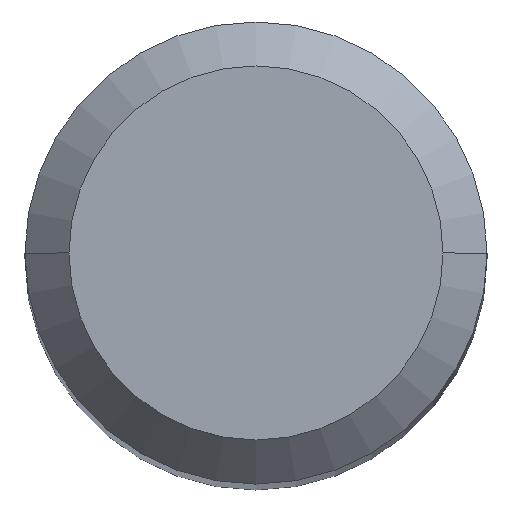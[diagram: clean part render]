
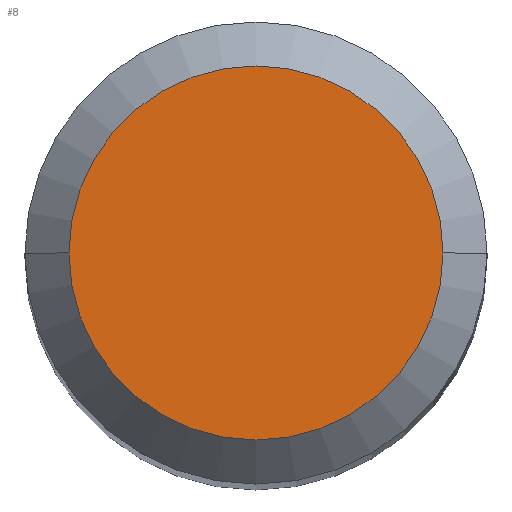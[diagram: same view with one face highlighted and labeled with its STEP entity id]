
A CAD part, top view. The second image highlights one B-rep face of the part: STEP entity #8.
In plain terms, the highlighted planar face has unit normal (0, 0, 1).
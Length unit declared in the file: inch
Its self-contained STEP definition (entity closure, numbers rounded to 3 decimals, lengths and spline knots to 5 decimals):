
#8 = ADVANCED_FACE ( 'NONE', ( #87 ), #22, .F. ) ;
#15 = EDGE_LOOP ( 'NONE', ( #78, #452 ) ) ;
#19 = VERTEX_POINT ( 'NONE', #122 ) ;
#22 = PLANE ( 'NONE',  #158 ) ;
#57 = AXIS2_PLACEMENT_3D ( 'NONE', #63, #162, #246 ) ;
#60 = CIRCLE ( 'NONE', #57, 0.06375 ) ;
#63 = CARTESIAN_POINT ( 'NONE',  ( 0., 0., 0. ) ) ;
#78 = ORIENTED_EDGE ( 'NONE', *, *, #220, .T. ) ;
#87 = FACE_OUTER_BOUND ( 'NONE', #15, .T. ) ;
#122 = CARTESIAN_POINT ( 'NONE',  ( -0.06375, 0., 0. ) ) ;
#129 = CARTESIAN_POINT ( 'NONE',  ( 0., 0.06375, 0. ) ) ;
#135 = CARTESIAN_POINT ( 'NONE',  ( 0.06375, 0., 0. ) ) ;
#158 = AXIS2_PLACEMENT_3D ( 'NONE', #129, #240, #329 ) ;
#162 = DIRECTION ( 'NONE',  ( 0., 0., 1. ) ) ;
#178 = AXIS2_PLACEMENT_3D ( 'NONE', #310, #424, #250 ) ;
#214 = CIRCLE ( 'NONE', #178, 0.06375 ) ;
#220 = EDGE_CURVE ( 'NONE', #19, #350, #60, .T. ) ;
#240 = DIRECTION ( 'NONE',  ( 0., 0., -1. ) ) ;
#246 = DIRECTION ( 'NONE',  ( 1., 0., 0. ) ) ;
#250 = DIRECTION ( 'NONE',  ( 1., 0., 0. ) ) ;
#306 = EDGE_CURVE ( 'NONE', #350, #19, #214, .T. ) ;
#310 = CARTESIAN_POINT ( 'NONE',  ( 0., 0., 0. ) ) ;
#329 = DIRECTION ( 'NONE',  ( -1., 0., 0. ) ) ;
#350 = VERTEX_POINT ( 'NONE', #135 ) ;
#424 = DIRECTION ( 'NONE',  ( 0., 0., 1. ) ) ;
#452 = ORIENTED_EDGE ( 'NONE', *, *, #306, .T. ) ;
